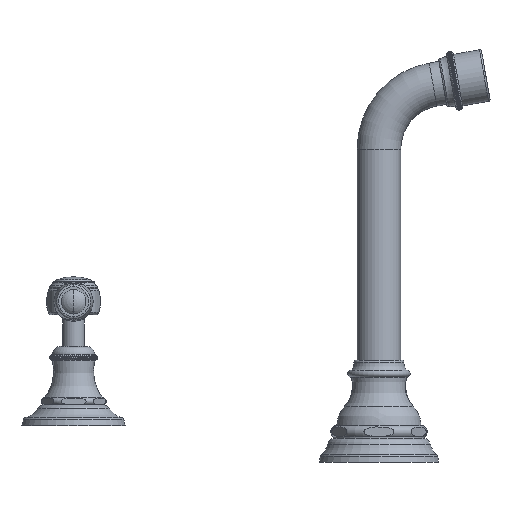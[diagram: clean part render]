
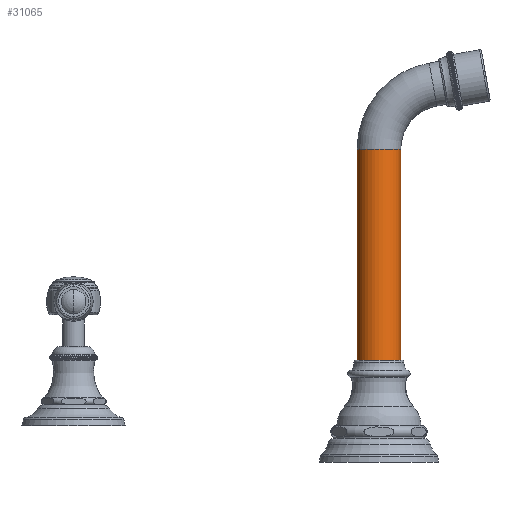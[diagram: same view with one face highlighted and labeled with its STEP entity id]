
A CAD part, left-side view. The second image highlights one B-rep face of the part: STEP entity #31065.
In plain terms, the highlighted cylindrical face has radius 12.7 mm (diameter 25.4 mm), a partial arc.
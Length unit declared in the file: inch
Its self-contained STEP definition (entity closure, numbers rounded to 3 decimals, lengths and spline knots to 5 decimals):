
#27541=DIRECTION('',(0.,0.,1.));
#27542=VECTOR('',#27541,4.84);
#27543=CARTESIAN_POINT('',(0.,-0.5,1.5));
#27544=LINE('',#27543,#27542);
#27564=CARTESIAN_POINT('',(0.,0.,1.5));
#27565=DIRECTION('',(0.,0.,1.));
#27566=DIRECTION('',(0.,1.,0.));
#27567=AXIS2_PLACEMENT_3D('',#27564,#27565,#27566);
#28568=DIRECTION('',(0.,0.,1.));
#28569=VECTOR('',#28568,4.84);
#28570=CARTESIAN_POINT('',(0.,0.5,1.5));
#28571=LINE('',#28570,#28569);
#28575=CARTESIAN_POINT('',(0.,0.,6.34));
#28576=DIRECTION('',(0.,0.,1.));
#28577=DIRECTION('',(0.,1.,0.));
#28578=AXIS2_PLACEMENT_3D('',#28575,#28576,#28577);
#29275=CARTESIAN_POINT('',(0.,0.5,6.34));
#29276=CARTESIAN_POINT('',(0.,-0.5,6.34));
#29277=VERTEX_POINT('',#29275);
#29278=VERTEX_POINT('',#29276);
#29283=CARTESIAN_POINT('',(0.,0.5,1.5));
#29284=CARTESIAN_POINT('',(0.,-0.5,1.5));
#29285=VERTEX_POINT('',#29283);
#29286=VERTEX_POINT('',#29284);
#31053=CARTESIAN_POINT('',(0.,0.,1.));
#31054=DIRECTION('',(0.,0.,1.));
#31055=DIRECTION('',(0.,1.,0.));
#31056=AXIS2_PLACEMENT_3D('',#31053,#31054,#31055);
#31057=CYLINDRICAL_SURFACE('',#31056,0.5);
#31058=ORIENTED_EDGE('',*,*,#30375,.F.);
#31059=ORIENTED_EDGE('',*,*,#30352,.T.);
#31061=ORIENTED_EDGE('',*,*,#31060,.T.);
#31062=ORIENTED_EDGE('',*,*,#30349,.F.);
#31063=EDGE_LOOP('',(#31058,#31059,#31061,#31062));
#31064=FACE_OUTER_BOUND('',#31063,.F.);
#27568=CIRCLE('',#27567,0.5);
#28579=CIRCLE('',#28578,0.5);
#30349=EDGE_CURVE('',#29286,#29278,#27544,.T.);
#30352=EDGE_CURVE('',#29285,#29277,#28571,.T.);
#30375=EDGE_CURVE('',#29285,#29286,#27568,.T.);
#31060=EDGE_CURVE('',#29277,#29278,#28579,.T.);
#31065=ADVANCED_FACE('',(#31064),#31057,.T.);
